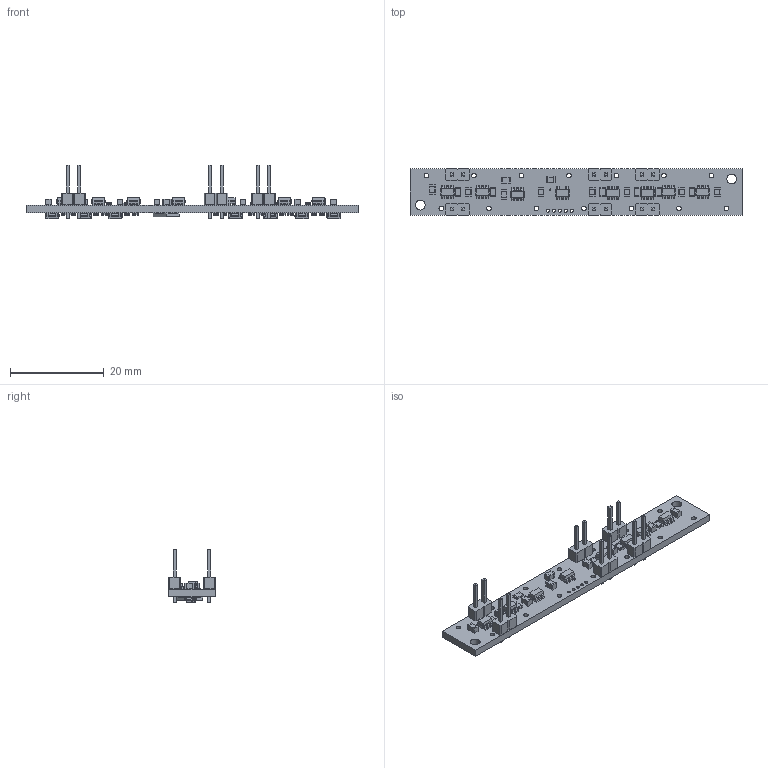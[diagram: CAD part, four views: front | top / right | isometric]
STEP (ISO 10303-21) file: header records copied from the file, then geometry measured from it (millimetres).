
FILE_DESCRIPTION(('KiCad electronic assembly'),'2;1');
FILE_NAME('dot_flipper.step','2020-12-04T11:44:20',('An Author'),( 'A Company'),'Open CASCADE STEP processor 6.9', 'KiCad to STEP converter','Unknown');
FILE_SCHEMA(('AUTOMOTIVE_DESIGN { 1 0 10303 214 1 1 1 1 }'));
Length unit declared in the file: millimetre
Products named in the file (16): Open CASCADE STEP translator 6.9 1; C_0805_2012Metric; SOLID; PinHeader_1x02_P2.54mm_Vertical; R_0805_2012Metric; SOT-23-5; SOT-23-6; QFN-28-1EP_4x4mm_P0.4mm_EP2.4x2.4mm; SOT-23; COMPOUND
Assembly tree (60 placements, depth 3):
  Open CASCADE STEP translator 6.9 1
    C_0805_2012Metric  x9
      SOLID
    PinHeader_1x02_P2.54mm_Vertical  x6
      SOLID
    R_0805_2012Metric  x21
      SOLID
    SOT-23-5
      SOLID
    SOT-23-6  x7
      SOLID
    QFN-28-1EP_4x4mm_P0.4mm_EP2.4x2.4mm
      SOLID
    SOT-23  x7
      SOLID
    COMPOUND
Bounding box: 71 x 10 x 11.54 mm (x, y, z)
Volume: 1468.4 mm3; surface area: 3136.1 mm2
Topology: 53 solids, 53 shells, 2841 faces, 7219 edges, 4528 vertices
Faces by surface type: plane 1802, cylinder 611, bspline 428
Full cylindrical faces by diameter (mm): 0.3 x1, 0.5 x1, 0.65 x5, 1 x26, 2.1 x2
Entity records: 46591 total; most frequent: CARTESIAN_POINT 8547, DIRECTION 6098, LINE 4241, VECTOR 4241, ORIENTED_EDGE 3370, PCURVE 3370, DEFINITIONAL_REPRESENTATION 3370, EDGE_CURVE 1685
